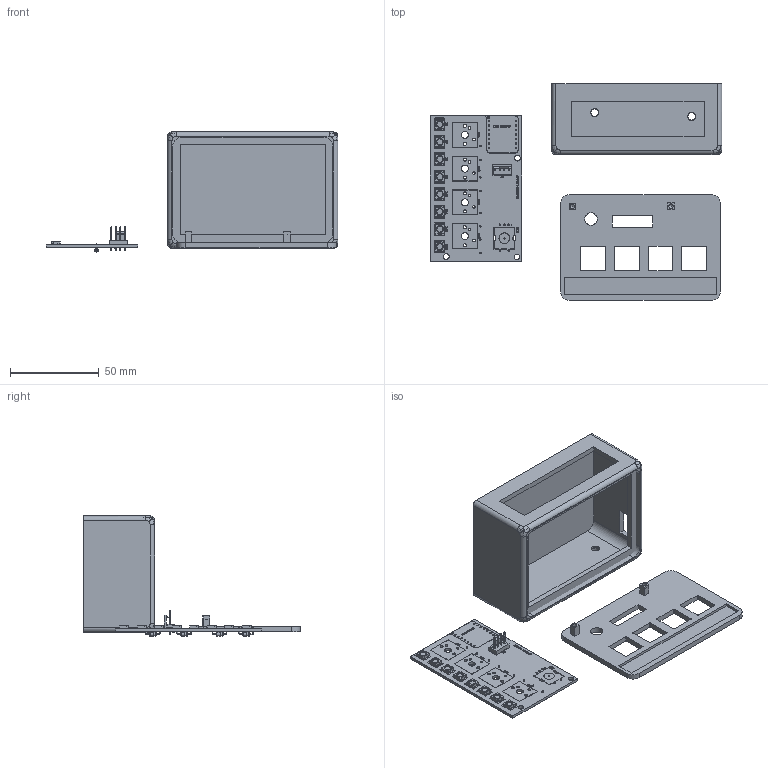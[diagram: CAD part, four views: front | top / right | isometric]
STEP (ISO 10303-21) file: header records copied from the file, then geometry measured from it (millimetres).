
FILE_DESCRIPTION(/* description */ (''),/* implementation_level */ '2;1');
FILE_NAME(/* name */ 'Ayush''s Hackpad case1.step',/* time_stamp */ '2025-12-28T15:46:39+05:30',/* author */ (''),/* organization */ (''),/* preprocessor_version */ 'ST-DEVELOPER v20.1',/* originating_system */ 'Autodesk Translation Framework v14.21.0.0',/* authorisation */ '');
FILE_SCHEMA (('AUTOMOTIVE_DESIGN { 1 0 10303 214 3 1 1 }'));
Length unit declared in the file: millimetre
Products named in the file (12): 2025-12-28-15-37-31-892; 2025-12-27-20-15-07-551; 2025-12-27-10-46-34-560; 2025-12-27-10-03-43-626; 2025-12-27-10-03-43-628; 2025-12-27-10-03-43-630; 2025-12-27-10-03-43-631; 2025-12-27-10-03-43-632; 2025-12-27-10-03-43-633; 2025-12-27-10-03-43-634; 2025-12-27-10-03-43-627; 2025-12-27-10-03-43-629
Assembly tree (21 placements, depth 3):
  2025-12-28-15-37-31-892
    2025-12-27-20-15-07-551
    2025-12-27-10-46-34-560
    2025-12-27-10-03-43-626
      2025-12-27-10-03-43-627  x8
      2025-12-27-10-03-43-628
      2025-12-27-10-03-43-629  x4
      2025-12-27-10-03-43-630
      2025-12-27-10-03-43-631
      2025-12-27-10-03-43-632
      2025-12-27-10-03-43-633
      2025-12-27-10-03-43-634
Bounding box: 164.6 x 122.17 x 67.74 mm (x, y, z)
Volume: 72626.4 mm3; surface area: 68772.5 mm2
Topology: 22 solids, 140 shells, 1036 faces, 4568 edges, 3692 vertices
Faces by surface type: plane 686, cylinder 300, bspline 24, torus 16, cone 10
Full cylindrical faces by diameter (mm): 0.5 x12, 0.8 x8, 0.889 x14, 1 x5, 1.02 x4, 1.1 x1, 1.5 x8, 1.7 x8, 2 x8, 2.02 x4, 2.529 x2, 3.2 x3, 3.333 x8, 4 x4, 4.2 x2, 4.62 x2, 7 x1
Entity records: 33013 total; most frequent: CARTESIAN_POINT 7406, DIRECTION 5046, ORIENTED_EDGE 4148, EDGE_CURVE 3131, VERTEX_POINT 2770, LINE 2210, VECTOR 2210, AXIS2_PLACEMENT_3D 1418
